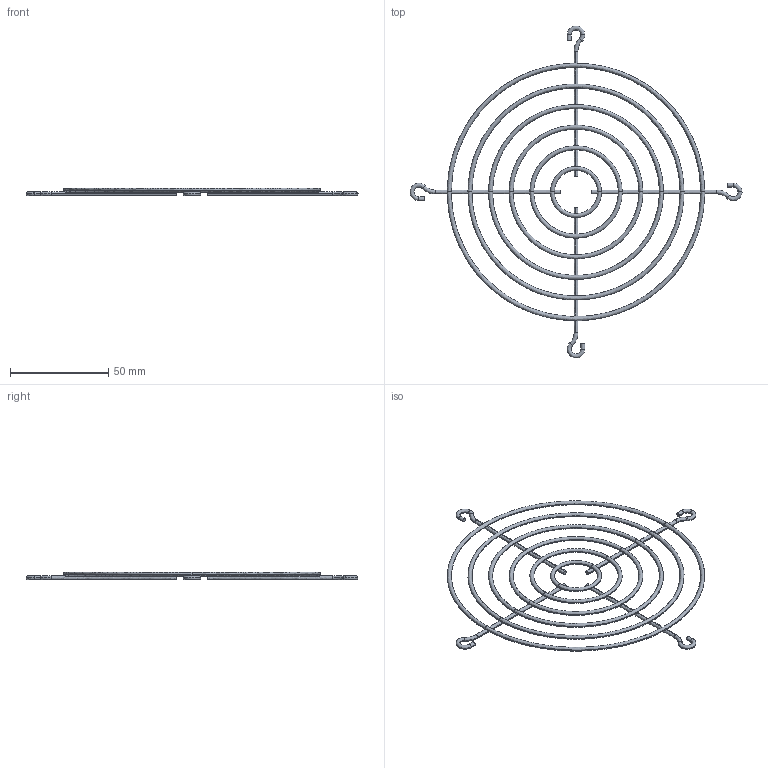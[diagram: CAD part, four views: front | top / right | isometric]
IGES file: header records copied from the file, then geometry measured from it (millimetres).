
Start section: SolidWorks IGES file using analytic representation for surfaces
Global section: file name: 5RE1501_RETE ASPIRANTE_DIC120_F762B.IGS; native system: SolidWorks 2022; preprocessor: SolidWorks 2022; author: binatti; date: 231026.110708; units: millimetre
Bounding box: 169 x 169 x 3.95 mm (x, y, z)
Surface area: 11265.7 mm2 (no closed solid volume)
Topology: 0 solids, 0 shells, 68 faces, 1343 edges, 1343 vertices
Faces by surface type: bspline 52, revolution 16
